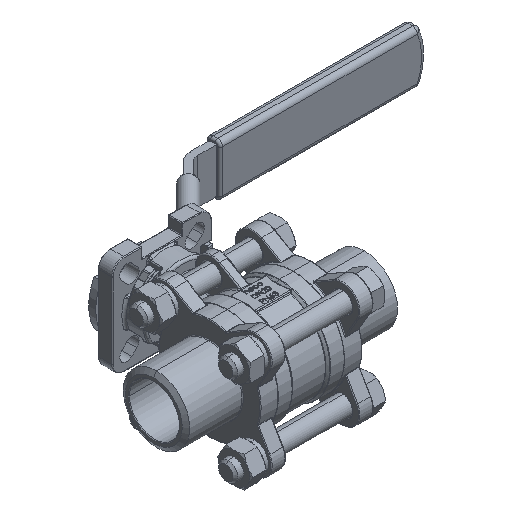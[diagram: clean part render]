
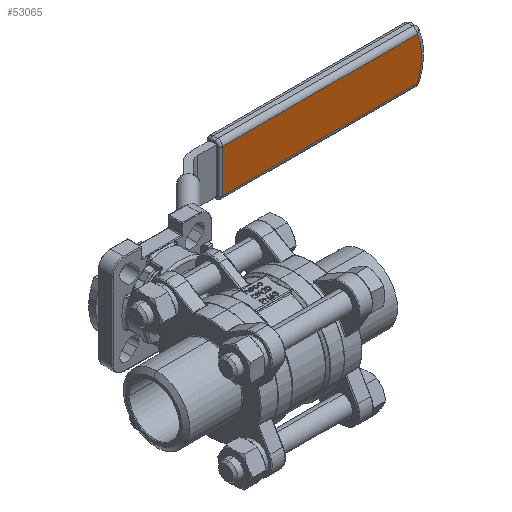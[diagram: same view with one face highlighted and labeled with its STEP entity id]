
A CAD part, isometric view. The second image highlights one B-rep face of the part: STEP entity #53065.
In plain terms, the highlighted planar face has unit normal (0, -1, 0).
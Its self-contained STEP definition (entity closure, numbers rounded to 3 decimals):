
#6370 = CIRCLE ( 'NONE', #52561, 23. ) ;
#10899 = EDGE_CURVE ( 'NONE', #20880, #58578, #71168, .T. ) ;
#11367 = VECTOR ( 'NONE', #40226, 1000. ) ;
#12205 = VERTEX_POINT ( 'NONE', #70785 ) ;
#12740 = ORIENTED_EDGE ( 'NONE', *, *, #31428, .T. ) ;
#13525 = DIRECTION ( 'NONE',  ( -1., 0., 0. ) ) ;
#13766 = CARTESIAN_POINT ( 'NONE',  ( 56.985, 73., 9. ) ) ;
#16531 = CARTESIAN_POINT ( 'NONE',  ( 143., 73., 11. ) ) ;
#19937 = CARTESIAN_POINT ( 'NONE',  ( 56.985, 73., -9. ) ) ;
#20375 = FACE_OUTER_BOUND ( 'NONE', #30910, .T. ) ;
#20880 = VERTEX_POINT ( 'NONE', #13766 ) ;
#21826 = PLANE ( 'NONE',  #64808 ) ;
#21870 = EDGE_CURVE ( 'NONE', #12205, #20880, #51999, .T. ) ;
#27336 = DIRECTION ( 'NONE',  ( 0., -1., 0. ) ) ;
#30910 = EDGE_LOOP ( 'NONE', ( #65563, #12740, #41840, #39191 ) ) ;
#31428 = EDGE_CURVE ( 'NONE', #58578, #61028, #40873, .T. ) ;
#33184 = DIRECTION ( 'NONE',  ( 0., 0., 1. ) ) ;
#34411 = CARTESIAN_POINT ( 'NONE',  ( 139.165, 73., -9. ) ) ;
#39191 = ORIENTED_EDGE ( 'NONE', *, *, #21870, .T. ) ;
#40226 = DIRECTION ( 'NONE',  ( 0., 0., -1. ) ) ;
#40873 = LINE ( 'NONE', #57420, #62576 ) ;
#40965 = EDGE_CURVE ( 'NONE', #61028, #12205, #6370, .T. ) ;
#41840 = ORIENTED_EDGE ( 'NONE', *, *, #40965, .T. ) ;
#44547 = CARTESIAN_POINT ( 'NONE',  ( 117.999, 73., 0. ) ) ;
#49636 = DIRECTION ( 'NONE',  ( 0., 0., 1. ) ) ;
#51999 = LINE ( 'NONE', #67987, #52890 ) ;
#52561 = AXIS2_PLACEMENT_3D ( 'NONE', #44547, #27336, #49636 ) ;
#52588 = DIRECTION ( 'NONE',  ( 1., 0., 0. ) ) ;
#52890 = VECTOR ( 'NONE', #13525, 1000. ) ;
#53065 = ADVANCED_FACE ( 'NONE', ( #20375 ), #21826, .F. ) ;
#56970 = CARTESIAN_POINT ( 'NONE',  ( 56.985, 73., 11. ) ) ;
#57420 = CARTESIAN_POINT ( 'NONE',  ( 140.449, 73., -9. ) ) ;
#58578 = VERTEX_POINT ( 'NONE', #19937 ) ;
#60625 = DIRECTION ( 'NONE',  ( 0., 1., 0. ) ) ;
#61028 = VERTEX_POINT ( 'NONE', #34411 ) ;
#62576 = VECTOR ( 'NONE', #52588, 1000. ) ;
#64808 = AXIS2_PLACEMENT_3D ( 'NONE', #16531, #60625, #33184 ) ;
#65563 = ORIENTED_EDGE ( 'NONE', *, *, #10899, .T. ) ;
#67987 = CARTESIAN_POINT ( 'NONE',  ( 143., 73., 9. ) ) ;
#70785 = CARTESIAN_POINT ( 'NONE',  ( 139.165, 73., 9. ) ) ;
#71168 = LINE ( 'NONE', #56970, #11367 ) ;
